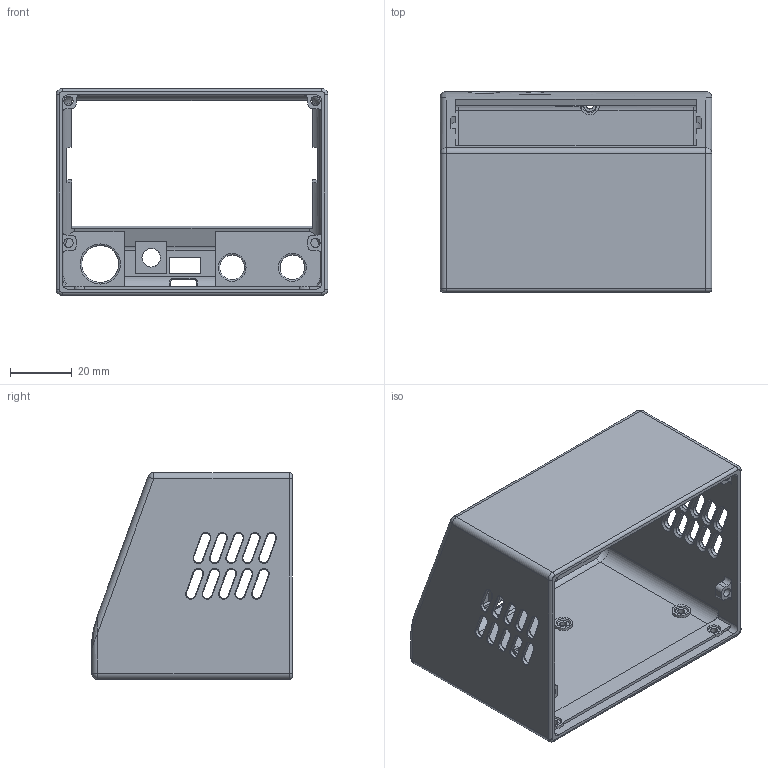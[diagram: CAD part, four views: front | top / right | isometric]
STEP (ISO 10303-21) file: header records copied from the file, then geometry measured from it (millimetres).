
FILE_DESCRIPTION(('FreeCAD Model'),'2;1');
FILE_NAME('Open CASCADE Shape Model','2025-08-10T16:41:25',(''),(''), 'Open CASCADE STEP processor 7.8','FreeCAD','Unknown');
FILE_SCHEMA(('AUTOMOTIVE_DESIGN { 1 0 10303 214 1 1 1 1 }'));
Length unit declared in the file: millimetre
Products named in the file (1): Main
Bounding box: 88 x 65 x 67 mm (x, y, z)
Volume: 38920.1 mm3; surface area: 38304.9 mm2
Topology: 1 solids, 1 shells, 468 faces, 1152 edges, 686 vertices
Faces by surface type: plane 173, cylinder 164, torus 55, cone 54, bspline 12, sphere 10
Full cylindrical faces by diameter (mm): 2.25 x7, 3 x4, 4 x7, 6 x4, 8 x2, 12 x1
Entity records: 15208 total; most frequent: CARTESIAN_POINT 3904, DIRECTION 2484, ORIENTED_EDGE 2280, EDGE_CURVE 1140, AXIS2_PLACEMENT_3D 939, VERTEX_POINT 686, LINE 606, VECTOR 606
